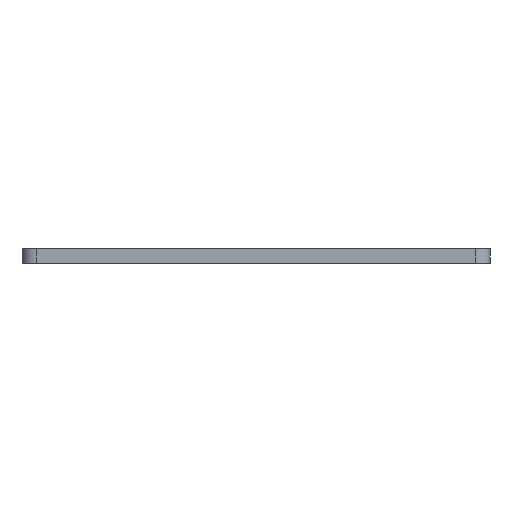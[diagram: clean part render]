
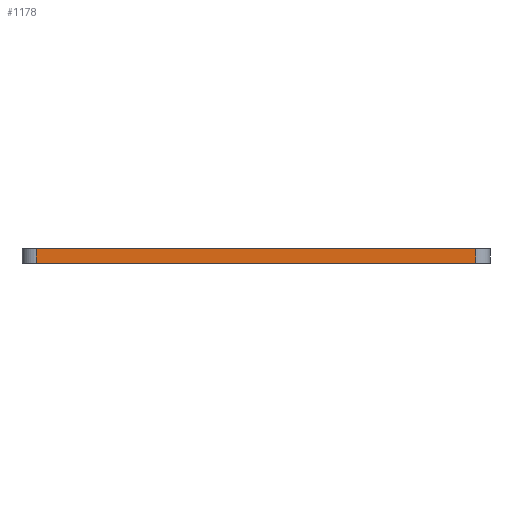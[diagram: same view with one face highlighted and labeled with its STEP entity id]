
A CAD part, front view. The second image highlights one B-rep face of the part: STEP entity #1178.
In plain terms, the highlighted planar face has unit normal (0, -1, 0).
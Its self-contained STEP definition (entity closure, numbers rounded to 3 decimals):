
#85=FACE_OUTER_BOUND('',#138,.T.);
#138=EDGE_LOOP('',(#1022,#1023,#1024,#1025,#1026,#1027,#1028,#1029,#1030,
#1031,#1032));
#205=LINE('',#1672,#356);
#220=LINE('',#1712,#371);
#245=LINE('',#1778,#396);
#246=LINE('',#1780,#397);
#247=LINE('',#1782,#398);
#262=LINE('',#1822,#413);
#263=LINE('',#1824,#414);
#280=LINE('',#1868,#431);
#289=LINE('',#1884,#440);
#290=LINE('',#1886,#441);
#291=LINE('',#1887,#442);
#356=VECTOR('',#1350,10.);
#371=VECTOR('',#1375,10.);
#396=VECTOR('',#1426,10.);
#397=VECTOR('',#1427,10.);
#398=VECTOR('',#1428,10.);
#413=VECTOR('',#1453,10.);
#414=VECTOR('',#1454,10.);
#431=VECTOR('',#1495,10.);
#440=VECTOR('',#1508,10.);
#441=VECTOR('',#1511,10.);
#442=VECTOR('',#1512,10.);
#502=VERTEX_POINT('',#1669);
#503=VERTEX_POINT('',#1671);
#522=VERTEX_POINT('',#1709);
#523=VERTEX_POINT('',#1711);
#550=VERTEX_POINT('',#1775);
#551=VERTEX_POINT('',#1777);
#552=VERTEX_POINT('',#1779);
#553=VERTEX_POINT('',#1781);
#572=VERTEX_POINT('',#1819);
#573=VERTEX_POINT('',#1821);
#574=VERTEX_POINT('',#1823);
#643=EDGE_CURVE('',#503,#502,#205,.T.);
#663=EDGE_CURVE('',#523,#522,#220,.T.);
#696=EDGE_CURVE('',#550,#551,#245,.T.);
#697=EDGE_CURVE('',#552,#551,#246,.T.);
#698=EDGE_CURVE('',#552,#553,#247,.T.);
#718=EDGE_CURVE('',#572,#573,#262,.T.);
#719=EDGE_CURVE('',#573,#574,#263,.T.);
#742=EDGE_CURVE('',#522,#503,#280,.T.);
#751=EDGE_CURVE('',#572,#553,#289,.T.);
#752=EDGE_CURVE('',#574,#502,#290,.T.);
#753=EDGE_CURVE('',#523,#550,#291,.T.);
#1022=ORIENTED_EDGE('',*,*,#643,.T.);
#1023=ORIENTED_EDGE('',*,*,#752,.F.);
#1024=ORIENTED_EDGE('',*,*,#719,.F.);
#1025=ORIENTED_EDGE('',*,*,#718,.F.);
#1026=ORIENTED_EDGE('',*,*,#751,.T.);
#1027=ORIENTED_EDGE('',*,*,#698,.F.);
#1028=ORIENTED_EDGE('',*,*,#697,.T.);
#1029=ORIENTED_EDGE('',*,*,#696,.F.);
#1030=ORIENTED_EDGE('',*,*,#753,.F.);
#1031=ORIENTED_EDGE('',*,*,#663,.T.);
#1032=ORIENTED_EDGE('',*,*,#742,.T.);
#1148=PLANE('',#1261);
#1178=ADVANCED_FACE('',(#85),#1148,.T.);
#1261=AXIS2_PLACEMENT_3D('',#1885,#1509,#1510);
#1350=DIRECTION('',(1.,0.,0.));
#1375=DIRECTION('',(1.,0.,0.));
#1426=DIRECTION('',(1.,0.,0.));
#1427=DIRECTION('',(-1.,0.,0.));
#1428=DIRECTION('',(1.,0.,0.));
#1453=DIRECTION('',(1.,0.,0.));
#1454=DIRECTION('',(1.,0.,0.));
#1495=DIRECTION('',(1.,0.,0.));
#1508=DIRECTION('',(-1.,0.,0.));
#1509=DIRECTION('center_axis',(0.,-1.,0.));
#1510=DIRECTION('ref_axis',(1.,0.,0.));
#1511=DIRECTION('',(0.,0.,-1.));
#1512=DIRECTION('',(0.,0.,1.));
#1669=CARTESIAN_POINT('',(97.269,-89.125,-8.759));
#1671=CARTESIAN_POINT('',(78.419,-89.125,-8.759));
#1672=CARTESIAN_POINT('',(-38.81,-89.125,-8.759));
#1709=CARTESIAN_POINT('',(75.419,-89.125,-8.759));
#1711=CARTESIAN_POINT('',(-90.731,-89.125,-8.759));
#1712=CARTESIAN_POINT('',(-38.81,-89.125,-8.759));
#1775=CARTESIAN_POINT('',(-90.731,-89.125,-2.409));
#1777=CARTESIAN_POINT('',(-71.881,-89.125,-2.409));
#1778=CARTESIAN_POINT('',(-38.81,-89.125,-2.409));
#1779=CARTESIAN_POINT('',(-68.881,-89.125,-2.409));
#1780=CARTESIAN_POINT('',(12.16,-89.125,-2.409));
#1781=CARTESIAN_POINT('',(75.419,-89.125,-2.409));
#1782=CARTESIAN_POINT('',(-38.81,-89.125,-2.409));
#1819=CARTESIAN_POINT('',(78.419,-89.125,-2.409));
#1821=CARTESIAN_POINT('',(79.669,-89.125,-2.409));
#1822=CARTESIAN_POINT('',(-38.81,-89.125,-2.409));
#1823=CARTESIAN_POINT('',(97.269,-89.125,-2.409));
#1824=CARTESIAN_POINT('',(-38.81,-89.125,-2.409));
#1868=CARTESIAN_POINT('',(72.369,-89.125,-8.759));
#1884=CARTESIAN_POINT('',(72.369,-89.125,-2.409));
#1885=CARTESIAN_POINT('Origin',(-96.731,-89.125,-8.759));
#1886=CARTESIAN_POINT('',(97.269,-89.125,-8.759));
#1887=CARTESIAN_POINT('',(-90.731,-89.125,-8.759));
